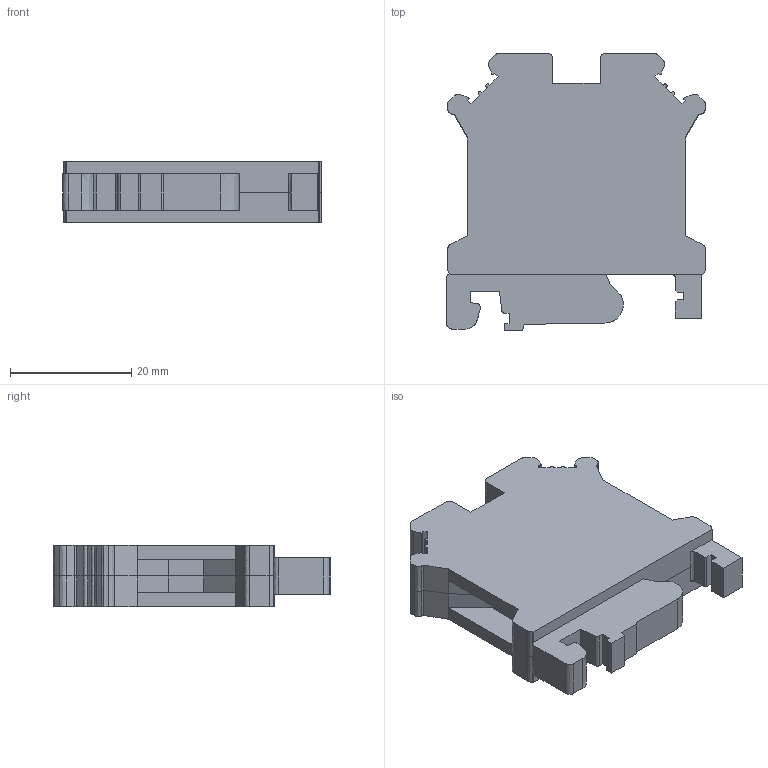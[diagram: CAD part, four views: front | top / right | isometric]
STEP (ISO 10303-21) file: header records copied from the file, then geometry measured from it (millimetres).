
FILE_DESCRIPTION(('STEP AP203'), '1');
FILE_NAME('MTU-10PE_3D', '2024-11-20T11:34:37', ('砐錪賧瘔蠈錪 Windows'), (''), 'C3D Converter', 'C3D Toolkit', '');
FILE_SCHEMA(('CONFIG_CONTROL_DESIGN'));
Length unit declared in the file: millimetre
Bounding box: 42.65 x 45.8 x 10.15 mm (x, y, z)
Volume: 13606.6 mm3; surface area: 8137.2 mm2
Topology: 4 solids, 4 shells, 231 faces, 660 edges, 438 vertices
Faces by surface type: plane 163, extrusion 68
Entity records: 14481 total; most frequent: CARTESIAN_POINT 6818, ORIENTED_EDGE 1320, DIRECTION 920, EDGE_CURVE 660, VECTOR 592, LINE 524, VERTEX_POINT 438, COLOUR_RGB 235
